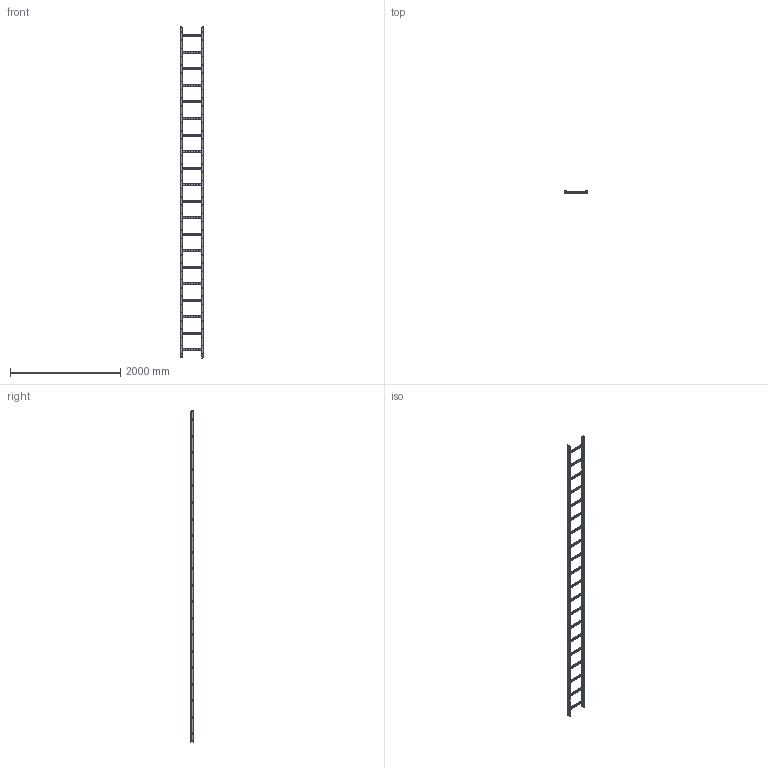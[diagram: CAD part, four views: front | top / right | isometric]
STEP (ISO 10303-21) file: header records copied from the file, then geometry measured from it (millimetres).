
FILE_DESCRIPTION (( 'STEP AP203' ), '1' );
FILE_NAME ('Ëîòîê ëåñòíè÷íûé l6000 s1.2_50õ400.step', '2022-01-25T12:11:23', ( '' ), ( '' ), 'SwSTEP 2.0', 'SolidWorks 2017', '' );
FILE_SCHEMA (( 'CONFIG_CONTROL_DESIGN' ));
Length unit declared in the file: millimetre
Products named in the file (4): ��������� ���������������� ����� ����������� 1,5_h50 l6000 ��; Ñ-ïëàíêà ïîïåðå÷íàÿ íîâàÿ_400; Ëîòîê ëåñòíè÷íûé l6000 s1.2_50õ400; �������� ����� ����������� 1,5_h50 l6000 ��
Assembly tree (22 placements, depth 2):
  Ëîòîê ëåñòíè÷íûé l6000 s1.2_50õ400
    �������� ����� ����������� 1,5_h50 l6000 ��
    Ñ-ïëàíêà ïîïåðå÷íàÿ íîâàÿ_400  x20
    ��������� ���������������� ����� ����������� 1,5_h50 l6000 ��
Bounding box: 402.4 x 56.2 x 6030 mm (x, y, z)
Volume: 2894560.1 mm3; surface area: 3939099.2 mm2
Topology: 22 solids, 22 shells, 1712 faces, 4318 edges, 2650 vertices
Faces by surface type: plane 1048, cylinder 664
Entity records: 13582 total; most frequent: DIRECTION 2264, CARTESIAN_POINT 2149, ORIENTED_EDGE 2100, EDGE_CURVE 1050, AXIS2_PLACEMENT_3D 813, VERTEX_POINT 674, LINE 638, VECTOR 638
